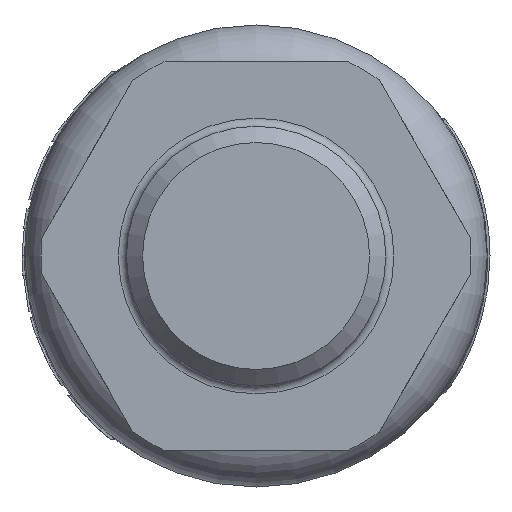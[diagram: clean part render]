
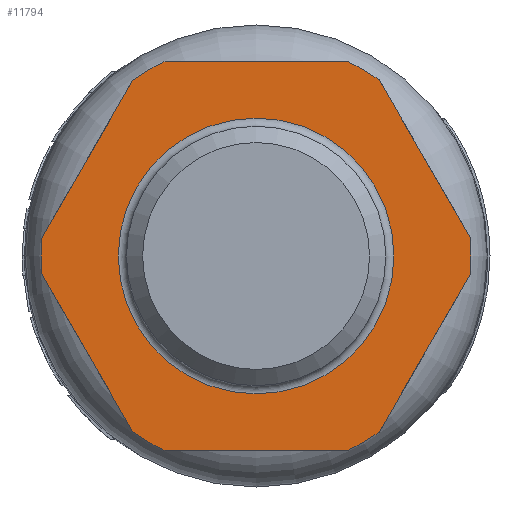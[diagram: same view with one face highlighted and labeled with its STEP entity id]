
A CAD part, left-side view. The second image highlights one B-rep face of the part: STEP entity #11794.
In plain terms, the highlighted planar face has unit normal (-1, 0, 0).
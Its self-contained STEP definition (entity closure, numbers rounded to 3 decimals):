
#80=FACE_BOUND('',#2560,.T.);
#1222=CIRCLE('',#12845,13.25);
#1223=CIRCLE('',#12848,13.25);
#1224=CIRCLE('',#12851,13.25);
#1230=CIRCLE('',#12863,13.25);
#1231=CIRCLE('',#12865,13.25);
#1233=CIRCLE('',#12868,8.5);
#1234=CIRCLE('',#12869,8.5);
#1235=CIRCLE('',#12871,13.25);
#1898=FACE_OUTER_BOUND('',#2559,.T.);
#2559=EDGE_LOOP('',(#9352,#9353,#9354,#9355,#9356,#9357,#9358,#9359,#9360,
#9361,#9362,#9363));
#2560=EDGE_LOOP('',(#9364,#9365));
#3301=LINE('',#19833,#3805);
#3305=LINE('',#19842,#3809);
#3308=LINE('',#19850,#3812);
#3313=LINE('',#19873,#3817);
#3316=LINE('',#19879,#3820);
#3319=LINE('',#19884,#3823);
#3805=VECTOR('',#14929,10.);
#3809=VECTOR('',#14939,10.);
#3812=VECTOR('',#14948,10.);
#3817=VECTOR('',#14973,10.);
#3820=VECTOR('',#14978,10.);
#3823=VECTOR('',#14983,10.);
#5169=VERTEX_POINT('',#19830);
#5170=VERTEX_POINT('',#19832);
#5171=VERTEX_POINT('',#19836);
#5172=VERTEX_POINT('',#19840);
#5173=VERTEX_POINT('',#19844);
#5174=VERTEX_POINT('',#19848);
#5175=VERTEX_POINT('',#19852);
#5181=VERTEX_POINT('',#19870);
#5182=VERTEX_POINT('',#19872);
#5183=VERTEX_POINT('',#19876);
#5184=VERTEX_POINT('',#19878);
#5185=VERTEX_POINT('',#19882);
#5186=VERTEX_POINT('',#19890);
#5187=VERTEX_POINT('',#19892);
#6654=EDGE_CURVE('',#5170,#5169,#3301,.T.);
#6657=EDGE_CURVE('',#5171,#5169,#1222,.T.);
#6659=EDGE_CURVE('',#5171,#5172,#3305,.T.);
#6661=EDGE_CURVE('',#5173,#5172,#1223,.T.);
#6663=EDGE_CURVE('',#5173,#5174,#3308,.T.);
#6665=EDGE_CURVE('',#5175,#5174,#1224,.T.);
#6674=EDGE_CURVE('',#5182,#5181,#3313,.T.);
#6677=EDGE_CURVE('',#5184,#5183,#3316,.T.);
#6680=EDGE_CURVE('',#5175,#5185,#3319,.T.);
#6681=EDGE_CURVE('',#5184,#5185,#1230,.T.);
#6682=EDGE_CURVE('',#5182,#5183,#1231,.T.);
#6684=EDGE_CURVE('',#5187,#5186,#1233,.T.);
#6685=EDGE_CURVE('',#5186,#5187,#1234,.T.);
#6686=EDGE_CURVE('',#5170,#5181,#1235,.T.);
#9352=ORIENTED_EDGE('',*,*,#6674,.T.);
#9353=ORIENTED_EDGE('',*,*,#6686,.F.);
#9354=ORIENTED_EDGE('',*,*,#6654,.T.);
#9355=ORIENTED_EDGE('',*,*,#6657,.F.);
#9356=ORIENTED_EDGE('',*,*,#6659,.T.);
#9357=ORIENTED_EDGE('',*,*,#6661,.F.);
#9358=ORIENTED_EDGE('',*,*,#6663,.T.);
#9359=ORIENTED_EDGE('',*,*,#6665,.F.);
#9360=ORIENTED_EDGE('',*,*,#6680,.T.);
#9361=ORIENTED_EDGE('',*,*,#6681,.F.);
#9362=ORIENTED_EDGE('',*,*,#6677,.T.);
#9363=ORIENTED_EDGE('',*,*,#6682,.F.);
#9364=ORIENTED_EDGE('',*,*,#6684,.T.);
#9365=ORIENTED_EDGE('',*,*,#6685,.T.);
#11283=PLANE('',#12870);
#11794=ADVANCED_FACE('',(#1898,#80),#11283,.T.);
#12845=AXIS2_PLACEMENT_3D('',#19838,#14934,#14935);
#12848=AXIS2_PLACEMENT_3D('',#19846,#14943,#14944);
#12851=AXIS2_PLACEMENT_3D('',#19854,#14952,#14953);
#12863=AXIS2_PLACEMENT_3D('',#19886,#14986,#14987);
#12865=AXIS2_PLACEMENT_3D('',#19888,#14990,#14991);
#12868=AXIS2_PLACEMENT_3D('',#19893,#14996,#14997);
#12869=AXIS2_PLACEMENT_3D('',#19894,#14998,#14999);
#12870=AXIS2_PLACEMENT_3D('',#19895,#15000,#15001);
#12871=AXIS2_PLACEMENT_3D('',#19896,#15002,#15003);
#14929=DIRECTION('',(0.,-1.,0.));
#14934=DIRECTION('center_axis',(1.,0.,0.));
#14935=DIRECTION('ref_axis',(0.,0.,
1.));
#14939=DIRECTION('',(0.,-0.5,0.866));
#14943=DIRECTION('center_axis',(1.,0.,0.));
#14944=DIRECTION('ref_axis',(0.,0.,
1.));
#14948=DIRECTION('',(0.,0.5,0.866));
#14952=DIRECTION('center_axis',(1.,0.,0.));
#14953=DIRECTION('ref_axis',(0.,0.,
1.));
#14973=DIRECTION('',(0.,-0.5,-0.866));
#14978=DIRECTION('',(0.,0.5,-0.866));
#14983=DIRECTION('',(0.,1.,0.));
#14986=DIRECTION('center_axis',(1.,0.,0.));
#14987=DIRECTION('ref_axis',(0.,0.,
1.));
#14990=DIRECTION('center_axis',(1.,0.,0.));
#14991=DIRECTION('ref_axis',(0.,0.,
1.));
#14996=DIRECTION('center_axis',(1.,0.,0.));
#14997=DIRECTION('ref_axis',(0.,0.,
1.));
#14998=DIRECTION('center_axis',(1.,0.,0.));
#14999=DIRECTION('ref_axis',(0.,0.,
1.));
#15000=DIRECTION('center_axis',(-1.,0.,0.));
#15001=DIRECTION('ref_axis',(0.,0.,
-1.));
#15002=DIRECTION('center_axis',(1.,0.,0.));
#15003=DIRECTION('ref_axis',(0.,0.,
1.));
#19830=CARTESIAN_POINT('',(-31.69,-5.618,-12.));
#19832=CARTESIAN_POINT('',(-31.69,5.618,-12.));
#19833=CARTESIAN_POINT('',(-31.69,-3.816,-12.));
#19836=CARTESIAN_POINT('',(-31.69,-7.583,-10.865));
#19838=CARTESIAN_POINT('Origin',(-31.69,0.,0.));
#19840=CARTESIAN_POINT('',(-31.69,-13.201,-1.135));
#19842=CARTESIAN_POINT('',(-31.69,-10.644,-5.564));
#19844=CARTESIAN_POINT('',(-31.69,-13.201,1.135));
#19846=CARTESIAN_POINT('Origin',(-31.69,0.,0.));
#19848=CARTESIAN_POINT('',(-31.69,-7.583,10.865));
#19850=CARTESIAN_POINT('',(-31.69,-13.453,0.699));
#19852=CARTESIAN_POINT('',(-31.69,-5.618,12.));
#19854=CARTESIAN_POINT('Origin',(-31.69,0.,0.));
#19870=CARTESIAN_POINT('',(-31.69,7.583,-10.865));
#19872=CARTESIAN_POINT('',(-31.69,13.201,-1.135));
#19873=CARTESIAN_POINT('',(-31.69,10.141,-6.436));
#19876=CARTESIAN_POINT('',(-31.69,13.201,1.135));
#19878=CARTESIAN_POINT('',(-31.69,7.583,10.865));
#19879=CARTESIAN_POINT('',(-31.69,7.332,11.301));
#19882=CARTESIAN_POINT('',(-31.69,5.618,12.));
#19884=CARTESIAN_POINT('',(-31.69,-9.434,12.));
#19886=CARTESIAN_POINT('Origin',(-31.69,0.,0.));
#19888=CARTESIAN_POINT('Origin',(-31.69,0.,0.));
#19890=CARTESIAN_POINT('',(-31.69,0.,-8.5));
#19892=CARTESIAN_POINT('',(-31.69,-8.5,0.));
#19893=CARTESIAN_POINT('Origin',(-31.69,0.,0.));
#19894=CARTESIAN_POINT('Origin',(-31.69,0.,0.));
#19895=CARTESIAN_POINT('Origin',(-31.69,-13.25,0.));
#19896=CARTESIAN_POINT('Origin',(-31.69,0.,0.));
